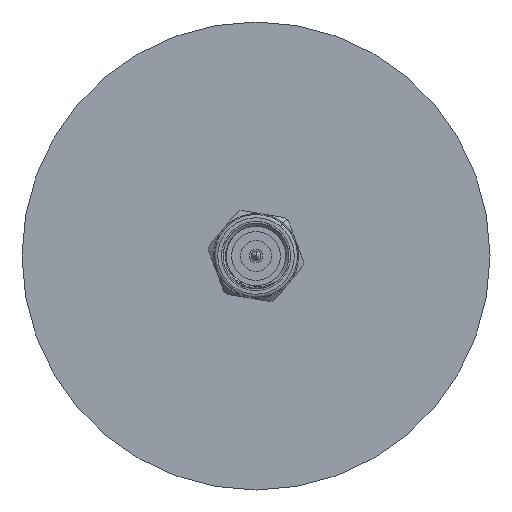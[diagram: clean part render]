
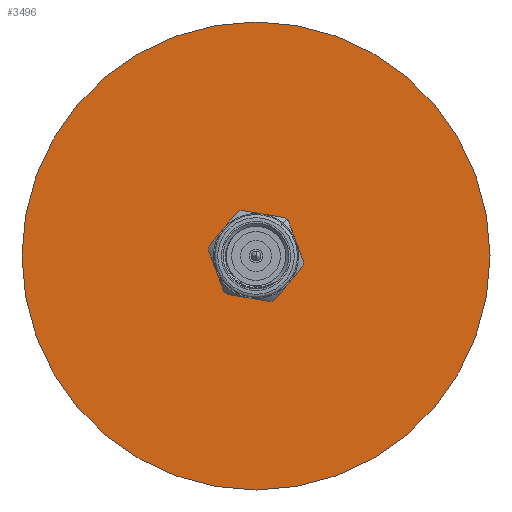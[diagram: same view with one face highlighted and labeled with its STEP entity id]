
A CAD part, front view. The second image highlights one B-rep face of the part: STEP entity #3496.
In plain terms, the highlighted planar face has unit normal (0, -1, 0).
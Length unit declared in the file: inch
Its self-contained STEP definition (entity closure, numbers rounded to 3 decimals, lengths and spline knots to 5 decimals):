
#239 = VERTEX_POINT ( 'NONE', #8739 ) ;
#556 = FACE_BOUND ( 'NONE', #4493, .T. ) ;
#574 = AXIS2_PLACEMENT_3D ( 'NONE', #5705, #2874, #7707 ) ;
#616 = EDGE_LOOP ( 'NONE', ( #8712, #2895 ) ) ;
#1002 = DIRECTION ( 'NONE',  ( 0., 0., 1. ) ) ;
#1097 = CARTESIAN_POINT ( 'NONE',  ( 0., 0., 0.86614 ) ) ;
#1497 = CIRCLE ( 'NONE', #1648, 0.86614 ) ;
#1572 = DIRECTION ( 'NONE',  ( 0., 1., 0. ) ) ;
#1604 = EDGE_CURVE ( 'NONE', #239, #6541, #3734, .T. ) ;
#1648 = AXIS2_PLACEMENT_3D ( 'NONE', #6101, #4729, #1002 ) ;
#2046 = VERTEX_POINT ( 'NONE', #1097 ) ;
#2431 = EDGE_CURVE ( 'NONE', #2046, #3566, #8302, .T. ) ;
#2693 = AXIS2_PLACEMENT_3D ( 'NONE', #3990, #4548, #3885 ) ;
#2874 = DIRECTION ( 'NONE',  ( 0., 1., 0. ) ) ;
#2879 = ORIENTED_EDGE ( 'NONE', *, *, #1604, .T. ) ;
#2895 = ORIENTED_EDGE ( 'NONE', *, *, #2431, .F. ) ;
#3462 = DIRECTION ( 'NONE',  ( 0., 0., 1. ) ) ;
#3496 = ADVANCED_FACE ( 'NONE', ( #556, #8816 ), #8093, .F. ) ;
#3566 = VERTEX_POINT ( 'NONE', #4205 ) ;
#3734 = CIRCLE ( 'NONE', #2693, 0.1063 ) ;
#3885 = DIRECTION ( 'NONE',  ( 0., 0., -1. ) ) ;
#3990 = CARTESIAN_POINT ( 'NONE',  ( 0., 0., 0. ) ) ;
#4105 = CIRCLE ( 'NONE', #7603, 0.1063 ) ;
#4205 = CARTESIAN_POINT ( 'NONE',  ( 0., 0., -0.86614 ) ) ;
#4411 = DIRECTION ( 'NONE',  ( 0., 0., -1. ) ) ;
#4493 = EDGE_LOOP ( 'NONE', ( #5405, #2879 ) ) ;
#4548 = DIRECTION ( 'NONE',  ( 0., 1., 0. ) ) ;
#4729 = DIRECTION ( 'NONE',  ( 0., 1., 0. ) ) ;
#5405 = ORIENTED_EDGE ( 'NONE', *, *, #6855, .T. ) ;
#5530 = CARTESIAN_POINT ( 'NONE',  ( 0., 0., 0. ) ) ;
#5705 = CARTESIAN_POINT ( 'NONE',  ( 0., 0., 0. ) ) ;
#6101 = CARTESIAN_POINT ( 'NONE',  ( 0., 0., 0. ) ) ;
#6425 = AXIS2_PLACEMENT_3D ( 'NONE', #5530, #8257, #3462 ) ;
#6541 = VERTEX_POINT ( 'NONE', #8287 ) ;
#6855 = EDGE_CURVE ( 'NONE', #6541, #239, #4105, .T. ) ;
#7234 = CARTESIAN_POINT ( 'NONE',  ( 0., 0., 0. ) ) ;
#7603 = AXIS2_PLACEMENT_3D ( 'NONE', #7234, #1572, #4411 ) ;
#7633 = EDGE_CURVE ( 'NONE', #3566, #2046, #1497, .T. ) ;
#7707 = DIRECTION ( 'NONE',  ( 1., 0., 0. ) ) ;
#8093 = PLANE ( 'NONE',  #574 ) ;
#8257 = DIRECTION ( 'NONE',  ( 0., 1., 0. ) ) ;
#8287 = CARTESIAN_POINT ( 'NONE',  ( 0., 0., -0.1063 ) ) ;
#8302 = CIRCLE ( 'NONE', #6425, 0.86614 ) ;
#8712 = ORIENTED_EDGE ( 'NONE', *, *, #7633, .F. ) ;
#8739 = CARTESIAN_POINT ( 'NONE',  ( 0., 0., 0.1063 ) ) ;
#8816 = FACE_OUTER_BOUND ( 'NONE', #616, .T. ) ;
